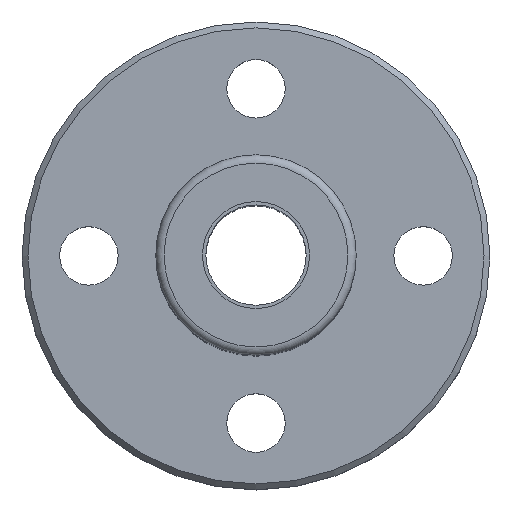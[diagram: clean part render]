
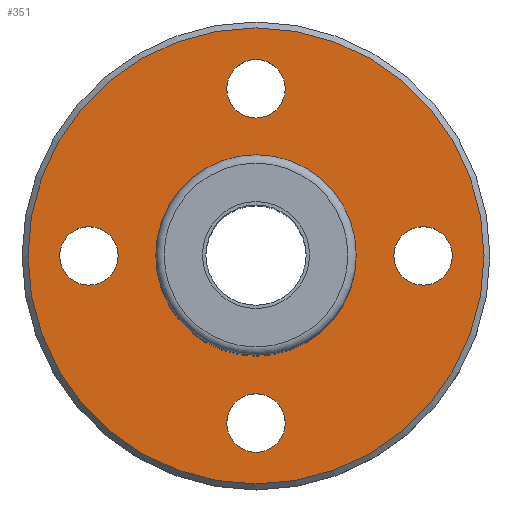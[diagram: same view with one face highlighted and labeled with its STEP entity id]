
A CAD part, top view. The second image highlights one B-rep face of the part: STEP entity #351.
In plain terms, the highlighted planar face has unit normal (0, 0, 1).
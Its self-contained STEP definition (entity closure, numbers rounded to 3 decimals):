
#52=ORIENTED_EDGE('',*,*,#115,.T.);
#53=ORIENTED_EDGE('',*,*,#116,.T.);
#54=ORIENTED_EDGE('',*,*,#117,.T.);
#55=ORIENTED_EDGE('',*,*,#118,.T.);
#56=ORIENTED_EDGE('',*,*,#119,.T.);
#57=ORIENTED_EDGE('',*,*,#114,.F.);
#114=EDGE_CURVE('',#147,#147,#180,.T.);
#115=EDGE_CURVE('',#148,#148,#181,.T.);
#116=EDGE_CURVE('',#149,#149,#182,.F.);
#117=EDGE_CURVE('',#150,#150,#183,.T.);
#118=EDGE_CURVE('',#151,#151,#184,.T.);
#119=EDGE_CURVE('',#152,#152,#185,.T.);
#147=VERTEX_POINT('',#603);
#148=VERTEX_POINT('',#606);
#149=VERTEX_POINT('',#608);
#150=VERTEX_POINT('',#610);
#151=VERTEX_POINT('',#612);
#152=VERTEX_POINT('',#614);
#180=CIRCLE('',#403,13.646);
#181=CIRCLE('',#405,6.);
#182=CIRCLE('',#406,1.75);
#183=CIRCLE('',#407,1.75);
#184=CIRCLE('',#408,1.75);
#185=CIRCLE('',#409,1.75);
#217=EDGE_LOOP('',(#52));
#218=EDGE_LOOP('',(#53));
#219=EDGE_LOOP('',(#54));
#220=EDGE_LOOP('',(#55));
#221=EDGE_LOOP('',(#56));
#222=EDGE_LOOP('',(#57));
#283=FACE_BOUND('',#217,.T.);
#284=FACE_BOUND('',#218,.T.);
#285=FACE_BOUND('',#219,.T.);
#286=FACE_BOUND('',#220,.T.);
#287=FACE_BOUND('',#221,.T.);
#288=FACE_BOUND('',#222,.T.);
#337=PLANE('',#404);
#351=ADVANCED_FACE('',(#283,#284,#285,#286,#287,#288),#337,.T.);
#403=AXIS2_PLACEMENT_3D('',#602,#482,#483);
#404=AXIS2_PLACEMENT_3D('',#604,#484,#485);
#405=AXIS2_PLACEMENT_3D('',#605,#486,#487);
#406=AXIS2_PLACEMENT_3D('',#607,#488,#489);
#407=AXIS2_PLACEMENT_3D('',#609,#490,#491);
#408=AXIS2_PLACEMENT_3D('',#611,#492,#493);
#409=AXIS2_PLACEMENT_3D('',#613,#494,#495);
#482=DIRECTION('',(0.,0.,-1.));
#483=DIRECTION('',(-1.,0.,0.));
#484=DIRECTION('',(0.,0.,1.));
#485=DIRECTION('',(1.,0.,0.));
#486=DIRECTION('',(0.,0.,-1.));
#487=DIRECTION('',(-1.,0.,0.));
#488=DIRECTION('',(0.,0.,1.));
#489=DIRECTION('',(1.,0.,0.));
#490=DIRECTION('',(0.,0.,-1.));
#491=DIRECTION('',(-1.,0.,0.));
#492=DIRECTION('',(0.,0.,-1.));
#493=DIRECTION('',(-1.,0.,0.));
#494=DIRECTION('',(0.,0.,-1.));
#495=DIRECTION('',(-1.,0.,0.));
#602=CARTESIAN_POINT('',(0.,0.,5.));
#603=CARTESIAN_POINT('',(-13.646,0.,5.));
#604=CARTESIAN_POINT('',(0.,13.646,5.));
#605=CARTESIAN_POINT('',(0.,0.,5.));
#606=CARTESIAN_POINT('',(-6.,0.,5.));
#607=CARTESIAN_POINT('',(0.,10.,5.));
#608=CARTESIAN_POINT('',(1.75,10.,5.));
#609=CARTESIAN_POINT('',(-10.,0.,5.));
#610=CARTESIAN_POINT('',(-11.75,0.,5.));
#611=CARTESIAN_POINT('',(0.,-10.,5.));
#612=CARTESIAN_POINT('',(-1.75,-10.,5.));
#613=CARTESIAN_POINT('',(10.,0.,5.));
#614=CARTESIAN_POINT('',(8.25,0.,5.));
